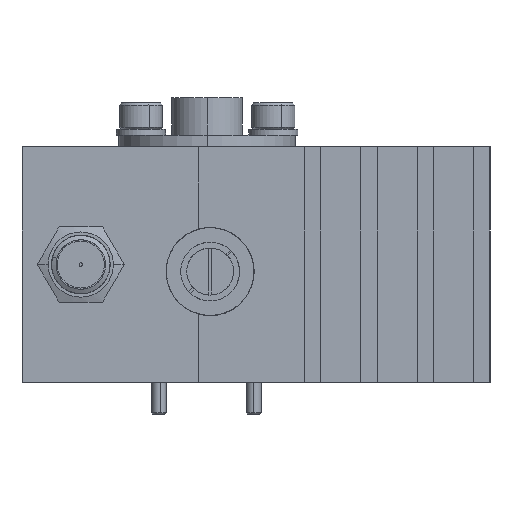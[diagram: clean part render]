
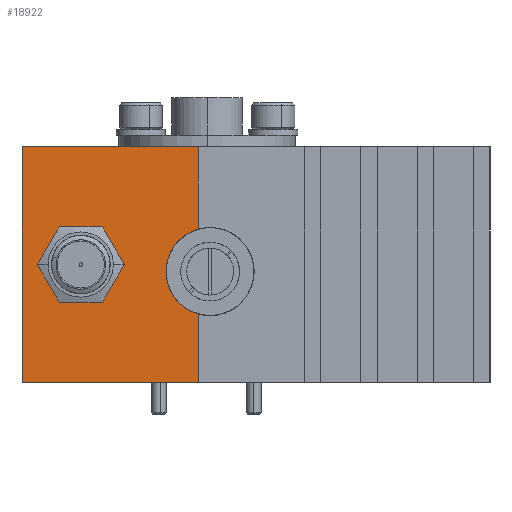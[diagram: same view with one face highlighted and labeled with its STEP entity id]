
A CAD part, left-side view. The second image highlights one B-rep face of the part: STEP entity #18922.
In plain terms, the highlighted planar face has unit normal (-1, 0, 0).
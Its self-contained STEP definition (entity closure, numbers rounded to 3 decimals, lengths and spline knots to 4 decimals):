
#811 = DIRECTION ( 'NONE',  ( 0., 0., -1. ) ) ;
#992 = DIRECTION ( 'NONE',  ( 1., 0., 0. ) ) ;
#1368 = CIRCLE ( 'NONE', #31879, 0.1095 ) ;
#2825 = VERTEX_POINT ( 'NONE', #48034 ) ;
#3106 = CARTESIAN_POINT ( 'NONE',  ( -0.5, 1.2, 0.5 ) ) ;
#4220 = CARTESIAN_POINT ( 'NONE',  ( -0.5, 0.45, 0.5 ) ) ;
#4626 = EDGE_LOOP ( 'NONE', ( #33861, #26825, #41954, #37434, #23304, #53263 ) ) ;
#5277 = CARTESIAN_POINT ( 'NONE',  ( -0.5, 0.95, 0. ) ) ;
#6286 = LINE ( 'NONE', #8310, #28112 ) ;
#8135 = CIRCLE ( 'NONE', #12893, 0.1095 ) ;
#8156 = DIRECTION ( 'NONE',  ( 0., 0., -1. ) ) ;
#8310 = CARTESIAN_POINT ( 'NONE',  ( -0.5, 1.2, -0.5 ) ) ;
#8670 = CARTESIAN_POINT ( 'NONE',  ( -0.5, 1.2, 0.5 ) ) ;
#10403 = VERTEX_POINT ( 'NONE', #43423 ) ;
#11738 = ORIENTED_EDGE ( 'NONE', *, *, #17333, .T. ) ;
#12789 = DIRECTION ( 'NONE',  ( 0., 0., 1. ) ) ;
#12893 = AXIS2_PLACEMENT_3D ( 'NONE', #5277, #992, #811 ) ;
#13201 = EDGE_CURVE ( 'NONE', #44628, #35911, #6286, .T. ) ;
#13537 = CARTESIAN_POINT ( 'NONE',  ( -0.5, 0.45, 0.1507 ) ) ;
#13794 = AXIS2_PLACEMENT_3D ( 'NONE', #52780, #53146, #23501 ) ;
#13859 = LINE ( 'NONE', #8670, #23743 ) ;
#14373 = CARTESIAN_POINT ( 'NONE',  ( -0.5, 1.2, 0.5 ) ) ;
#15896 = CIRCLE ( 'NONE', #13794, 0.1875 ) ;
#17333 = EDGE_CURVE ( 'NONE', #25111, #10403, #1368, .T. ) ;
#18922 = ADVANCED_FACE ( 'NONE', ( #52261, #36287 ), #50309, .F. ) ;
#20255 = VECTOR ( 'NONE', #50871, 39.3701 ) ;
#20701 = EDGE_CURVE ( 'NONE', #44628, #37180, #21483, .T. ) ;
#21445 = CARTESIAN_POINT ( 'NONE',  ( -0.5, 0.45, 0.5 ) ) ;
#21483 = LINE ( 'NONE', #14373, #31990 ) ;
#21746 = ORIENTED_EDGE ( 'NONE', *, *, #54432, .T. ) ;
#23304 = ORIENTED_EDGE ( 'NONE', *, *, #13201, .T. ) ;
#23501 = DIRECTION ( 'NONE',  ( 0., 0., -1. ) ) ;
#23619 = VERTEX_POINT ( 'NONE', #13537 ) ;
#23743 = VECTOR ( 'NONE', #37450, 39.3701 ) ;
#24148 = DIRECTION ( 'NONE',  ( 0., 0., 1. ) ) ;
#24772 = DIRECTION ( 'NONE',  ( 1., 0., 0. ) ) ;
#25111 = VERTEX_POINT ( 'NONE', #46358 ) ;
#25238 = EDGE_CURVE ( 'NONE', #37180, #2825, #13859, .T. ) ;
#26825 = ORIENTED_EDGE ( 'NONE', *, *, #45900, .T. ) ;
#28112 = VECTOR ( 'NONE', #42110, 39.3701 ) ;
#28802 = LINE ( 'NONE', #4220, #51364 ) ;
#30202 = AXIS2_PLACEMENT_3D ( 'NONE', #32870, #24772, #8156 ) ;
#31835 = CARTESIAN_POINT ( 'NONE',  ( -0.5, 0.45, -0.2107 ) ) ;
#31879 = AXIS2_PLACEMENT_3D ( 'NONE', #50157, #37726, #46264 ) ;
#31990 = VECTOR ( 'NONE', #24148, 39.3701 ) ;
#32870 = CARTESIAN_POINT ( 'NONE',  ( -0.5, 1.2, 0.5 ) ) ;
#33861 = ORIENTED_EDGE ( 'NONE', *, *, #41374, .T. ) ;
#35911 = VERTEX_POINT ( 'NONE', #43337 ) ;
#36287 = FACE_OUTER_BOUND ( 'NONE', #4626, .T. ) ;
#37180 = VERTEX_POINT ( 'NONE', #3106 ) ;
#37434 = ORIENTED_EDGE ( 'NONE', *, *, #20701, .F. ) ;
#37450 = DIRECTION ( 'NONE',  ( 0., -1., 0. ) ) ;
#37726 = DIRECTION ( 'NONE',  ( 1., 0., 0. ) ) ;
#41374 = EDGE_CURVE ( 'NONE', #54688, #23619, #15896, .T. ) ;
#41954 = ORIENTED_EDGE ( 'NONE', *, *, #25238, .F. ) ;
#42110 = DIRECTION ( 'NONE',  ( 0., -1., 0. ) ) ;
#43337 = CARTESIAN_POINT ( 'NONE',  ( -0.5, 0.45, -0.5 ) ) ;
#43423 = CARTESIAN_POINT ( 'NONE',  ( -0.5, 0.95, 0.1095 ) ) ;
#44252 = EDGE_LOOP ( 'NONE', ( #21746, #11738 ) ) ;
#44628 = VERTEX_POINT ( 'NONE', #52511 ) ;
#45900 = EDGE_CURVE ( 'NONE', #23619, #2825, #28802, .T. ) ;
#45934 = EDGE_CURVE ( 'NONE', #35911, #54688, #46044, .T. ) ;
#46044 = LINE ( 'NONE', #21445, #20255 ) ;
#46264 = DIRECTION ( 'NONE',  ( 0., 0., -1. ) ) ;
#46358 = CARTESIAN_POINT ( 'NONE',  ( -0.5, 0.95, -0.1095 ) ) ;
#48034 = CARTESIAN_POINT ( 'NONE',  ( -0.5, 0.45, 0.5 ) ) ;
#50157 = CARTESIAN_POINT ( 'NONE',  ( -0.5, 0.95, 0. ) ) ;
#50309 = PLANE ( 'NONE',  #30202 ) ;
#50871 = DIRECTION ( 'NONE',  ( 0., 0., 1. ) ) ;
#51364 = VECTOR ( 'NONE', #12789, 39.3701 ) ;
#52261 = FACE_BOUND ( 'NONE', #44252, .T. ) ;
#52511 = CARTESIAN_POINT ( 'NONE',  ( -0.5, 1.2, -0.5 ) ) ;
#52780 = CARTESIAN_POINT ( 'NONE',  ( -0.5, 0.4, -0.03 ) ) ;
#53146 = DIRECTION ( 'NONE',  ( 1., 0., 0. ) ) ;
#53263 = ORIENTED_EDGE ( 'NONE', *, *, #45934, .T. ) ;
#54432 = EDGE_CURVE ( 'NONE', #10403, #25111, #8135, .T. ) ;
#54688 = VERTEX_POINT ( 'NONE', #31835 ) ;
